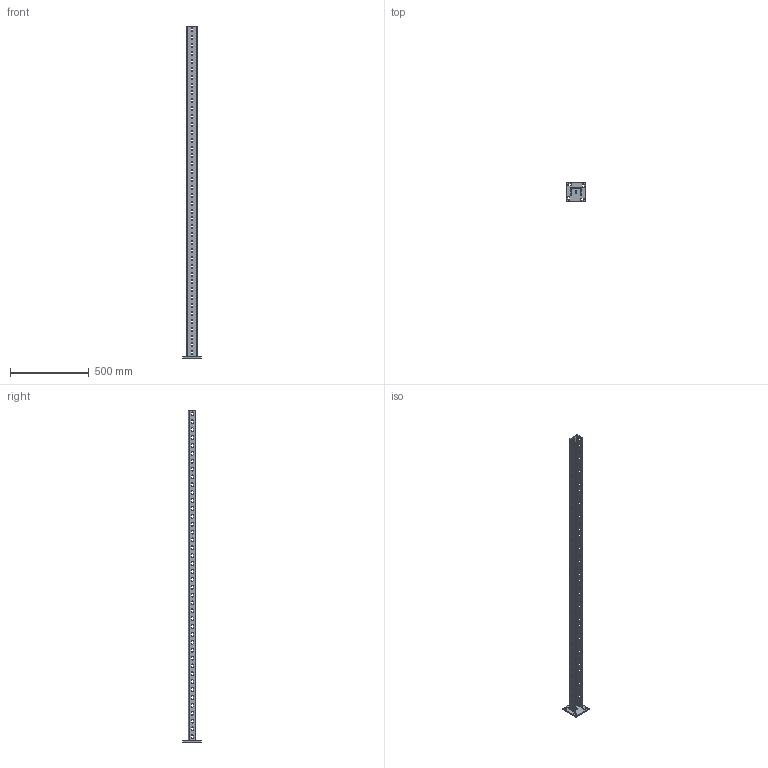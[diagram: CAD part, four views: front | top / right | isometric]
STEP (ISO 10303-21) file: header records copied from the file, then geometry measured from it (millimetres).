
FILE_DESCRIPTION (( 'STEP AP214' ), '1' );
FILE_NAME ('Äåòàë__2100.STEP', '2023-04-03T10:42:14', ( '' ), ( '' ), 'SwSTEP 2.0', 'SolidWorks 2022', '' );
FILE_SCHEMA (( 'AUTOMOTIVE_DESIGN' ));
Length unit declared in the file: millimetre
Products named in the file (1): Детал__2100
Bounding box: 120 x 120 x 2108 mm (x, y, z)
Volume: 1295227 mm3; surface area: 677180.3 mm2
Topology: 1 solids, 1 shells, 675 faces, 2016 edges, 1344 vertices
Faces by surface type: cylinder 398, plane 277
Entity records: 23564 total; most frequent: DIRECTION 4164, CARTESIAN_POINT 4036, ORIENTED_EDGE 4032, EDGE_CURVE 2016, AXIS2_PLACEMENT_3D 1472, VERTEX_POINT 1344, VECTOR 1220, LINE 1220
